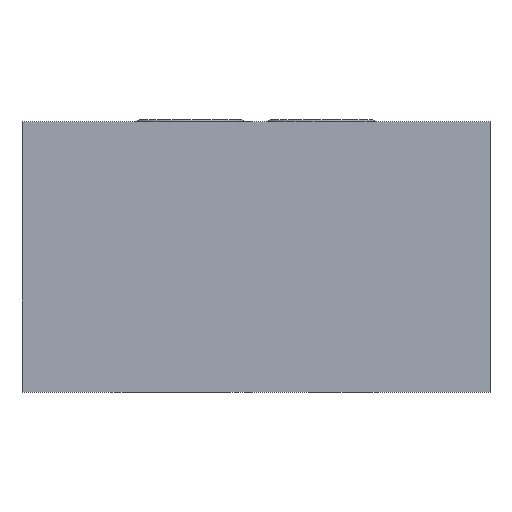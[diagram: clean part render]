
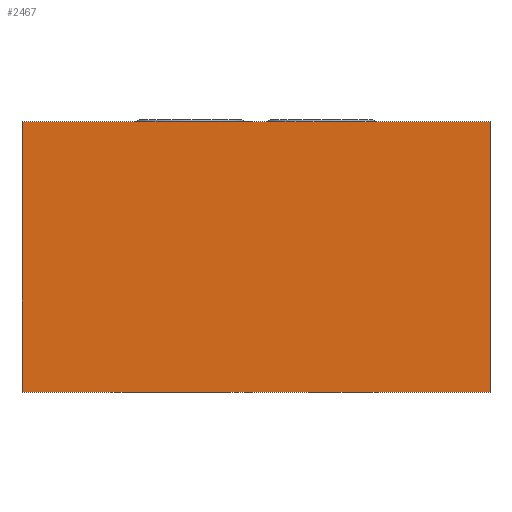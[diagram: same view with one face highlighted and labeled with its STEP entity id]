
A CAD part, front view. The second image highlights one B-rep face of the part: STEP entity #2467.
In plain terms, the highlighted planar face has unit normal (0, -1, 0).
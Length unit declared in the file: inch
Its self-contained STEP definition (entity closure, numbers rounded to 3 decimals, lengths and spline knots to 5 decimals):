
#5=DIRECTION('',(1.,0.,0.));
#6=VECTOR('',#5,4.5);
#7=CARTESIAN_POINT('',(0.,-2.5,0.));
#8=LINE('',#7,#6);
#75=DIRECTION('',(0.,0.,1.));
#76=VECTOR('',#75,2.6);
#77=CARTESIAN_POINT('',(4.5,-2.5,0.));
#78=LINE('',#77,#76);
#89=DIRECTION('',(0.,0.,1.));
#90=VECTOR('',#89,2.6);
#91=CARTESIAN_POINT('',(0.,-2.5,0.));
#92=LINE('',#91,#90);
#105=DIRECTION('',(1.,0.,0.));
#106=VECTOR('',#105,4.5);
#107=CARTESIAN_POINT('',(0.,-2.5,2.6));
#108=LINE('',#107,#106);
#2057=CARTESIAN_POINT('',(0.,-2.5,0.));
#2059=VERTEX_POINT('',#2057);
#2060=CARTESIAN_POINT('',(4.5,-2.5,0.));
#2061=VERTEX_POINT('',#2060);
#2065=CARTESIAN_POINT('',(0.,-2.5,2.6));
#2067=VERTEX_POINT('',#2065);
#2068=CARTESIAN_POINT('',(4.5,-2.5,2.6));
#2069=VERTEX_POINT('',#2068);
#2455=CARTESIAN_POINT('',(0.,-2.5,0.));
#2456=DIRECTION('',(0.,-1.,0.));
#2457=DIRECTION('',(1.,0.,0.));
#2458=AXIS2_PLACEMENT_3D('',#2455,#2456,#2457);
#2459=PLANE('',#2458);
#2460=ORIENTED_EDGE('',*,*,#2367,.F.);
#2461=ORIENTED_EDGE('',*,*,#2404,.T.);
#2463=ORIENTED_EDGE('',*,*,#2462,.T.);
#2464=ORIENTED_EDGE('',*,*,#2441,.F.);
#2465=EDGE_LOOP('',(#2460,#2461,#2463,#2464));
#2466=FACE_OUTER_BOUND('',#2465,.F.);
#2467=ADVANCED_FACE('',(#2466),#2459,.T.);
#2367=EDGE_CURVE('',#2059,#2061,#8,.T.);
#2404=EDGE_CURVE('',#2059,#2067,#92,.T.);
#2441=EDGE_CURVE('',#2061,#2069,#78,.T.);
#2462=EDGE_CURVE('',#2067,#2069,#108,.T.);
